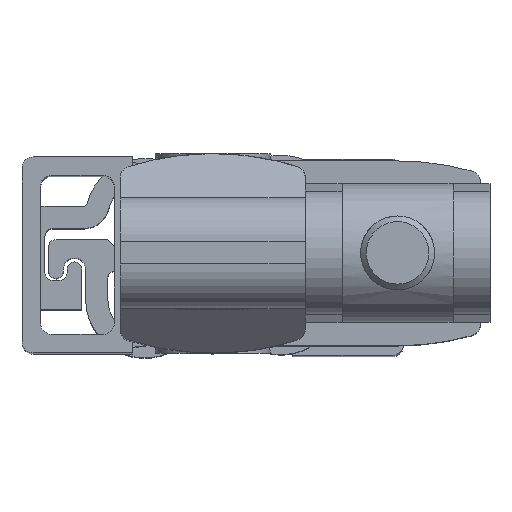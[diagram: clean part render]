
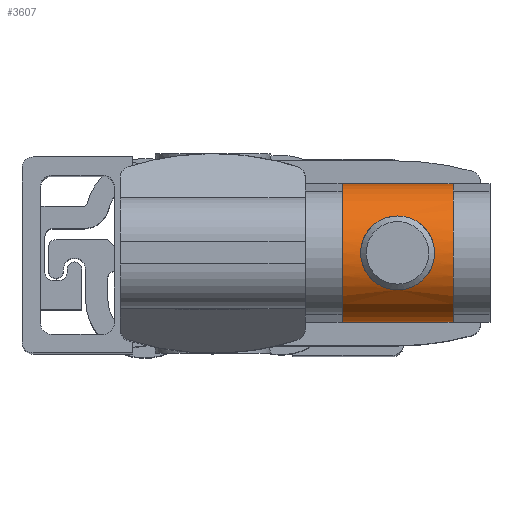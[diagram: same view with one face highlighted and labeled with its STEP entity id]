
A CAD part, top view. The second image highlights one B-rep face of the part: STEP entity #3607.
In plain terms, the highlighted cylindrical face has radius 1.875 mm (diameter 3.75 mm), a partial arc.
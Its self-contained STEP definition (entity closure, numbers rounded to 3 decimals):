
#42=B_SPLINE_CURVE_WITH_KNOTS('',3,(#5095,#5096,#5097,#5098,#5099,#5100,
#5101,#5102,#5103,#5104,#5105),.UNSPECIFIED.,.T.,.F.,(1,1,1,1,1,1,1,1,1,
1,1,1,1,1,1),(-0.002,-0.002,-0.001,
0.,0.001,0.002,0.002,0.003,
0.004,0.005,0.006,0.006,
0.007,0.008,0.009),
 .UNSPECIFIED.);
#53=LINE('',#5086,#324);
#54=LINE('',#5094,#325);
#324=VECTOR('',#4146,1000.);
#325=VECTOR('',#4153,1000.);
#686=CIRCLE('',#3794,1.875);
#687=CIRCLE('',#3795,1.875);
#688=CIRCLE('',#3796,1.875);
#689=CIRCLE('',#3797,1.875);
#690=CIRCLE('',#3798,1.875);
#691=CIRCLE('',#3799,1.875);
#841=ORIENTED_EDGE('',*,*,#1707,.T.);
#842=ORIENTED_EDGE('',*,*,#1708,.T.);
#843=ORIENTED_EDGE('',*,*,#1709,.T.);
#844=ORIENTED_EDGE('',*,*,#1710,.F.);
#845=ORIENTED_EDGE('',*,*,#1711,.F.);
#846=ORIENTED_EDGE('',*,*,#1712,.F.);
#847=ORIENTED_EDGE('',*,*,#1713,.F.);
#848=ORIENTED_EDGE('',*,*,#1714,.T.);
#849=ORIENTED_EDGE('',*,*,#1715,.F.);
#1707=EDGE_CURVE('',#2140,#2141,#686,.T.);
#1708=EDGE_CURVE('',#2141,#2142,#687,.T.);
#1709=EDGE_CURVE('',#2142,#2143,#688,.T.);
#1710=EDGE_CURVE('',#2144,#2143,#53,.T.);
#1711=EDGE_CURVE('',#2145,#2144,#689,.T.);
#1712=EDGE_CURVE('',#2146,#2145,#690,.F.);
#1713=EDGE_CURVE('',#2147,#2146,#691,.T.);
#1714=EDGE_CURVE('',#2147,#2140,#54,.T.);
#1715=EDGE_CURVE('',#2148,#2148,#42,.T.);
#2140=VERTEX_POINT('',#5080);
#2141=VERTEX_POINT('',#5081);
#2142=VERTEX_POINT('',#5083);
#2143=VERTEX_POINT('',#5085);
#2144=VERTEX_POINT('',#5087);
#2145=VERTEX_POINT('',#5089);
#2146=VERTEX_POINT('',#5091);
#2147=VERTEX_POINT('',#5093);
#2148=VERTEX_POINT('',#5106);
#2434=EDGE_LOOP('',(#841,#842,#843,#844,#845,#846,#847,#848));
#2435=EDGE_LOOP('',(#849));
#2637=FACE_BOUND('',#2434,.T.);
#2638=FACE_BOUND('',#2435,.T.);
#2837=CYLINDRICAL_SURFACE('',#3793,1.875);
#3607=ADVANCED_FACE('',(#2637,#2638),#2837,.T.);
#3793=AXIS2_PLACEMENT_3D('',#5078,#4138,#4139);
#3794=AXIS2_PLACEMENT_3D('',#5079,#4140,#4141);
#3795=AXIS2_PLACEMENT_3D('',#5082,#4142,#4143);
#3796=AXIS2_PLACEMENT_3D('',#5084,#4144,#4145);
#3797=AXIS2_PLACEMENT_3D('',#5088,#4147,#4148);
#3798=AXIS2_PLACEMENT_3D('',#5090,#4149,#4150);
#3799=AXIS2_PLACEMENT_3D('',#5092,#4151,#4152);
#4138=DIRECTION('',(-1.,0.,0.));
#4139=DIRECTION('',(0.,0.,1.));
#4140=DIRECTION('',(1.,0.,0.));
#4141=DIRECTION('',(0.,0.,-1.));
#4142=DIRECTION('',(1.,0.,0.));
#4143=DIRECTION('',(0.,0.,-1.));
#4144=DIRECTION('',(1.,0.,0.));
#4145=DIRECTION('',(0.,0.,-1.));
#4146=DIRECTION('',(-1.,0.,0.));
#4147=DIRECTION('',(1.,0.,0.));
#4148=DIRECTION('',(0.,0.,-1.));
#4149=DIRECTION('',(-1.,0.,0.));
#4150=DIRECTION('',(0.,0.,1.));
#4151=DIRECTION('',(1.,0.,0.));
#4152=DIRECTION('',(0.,0.,-1.));
#4153=DIRECTION('',(-1.,0.,0.));
#5078=CARTESIAN_POINT('',(6.5,0.,19.65));
#5079=CARTESIAN_POINT('',(3.5,0.,19.65));
#5080=CARTESIAN_POINT('',(3.5,1.875,19.65));
#5081=CARTESIAN_POINT('',(3.5,1.871,19.767));
#5082=CARTESIAN_POINT('',(3.5,0.,19.65));
#5083=CARTESIAN_POINT('',(3.5,-1.871,19.767));
#5084=CARTESIAN_POINT('',(3.5,0.,19.65));
#5085=CARTESIAN_POINT('',(3.5,-1.875,19.65));
#5086=CARTESIAN_POINT('',(6.5,-1.875,19.65));
#5087=CARTESIAN_POINT('',(6.5,-1.875,19.65));
#5088=CARTESIAN_POINT('',(6.5,0.,19.65));
#5089=CARTESIAN_POINT('',(6.5,-1.871,19.767));
#5090=CARTESIAN_POINT('',(6.5,0.,19.65));
#5091=CARTESIAN_POINT('',(6.5,1.871,19.767));
#5092=CARTESIAN_POINT('',(6.5,0.,19.65));
#5093=CARTESIAN_POINT('',(6.5,1.875,19.65));
#5094=CARTESIAN_POINT('',(6.5,1.875,19.65));
#5095=CARTESIAN_POINT('',(5.782,-0.786,21.391));
#5096=CARTESIAN_POINT('',(6.109,0.,21.592));
#5097=CARTESIAN_POINT('',(5.782,0.784,21.392));
#5098=CARTESIAN_POINT('',(5.004,1.108,21.158));
#5099=CARTESIAN_POINT('',(4.219,0.786,21.391));
#5100=CARTESIAN_POINT('',(3.891,0.005,21.592));
#5101=CARTESIAN_POINT('',(4.217,-0.784,21.393));
#5102=CARTESIAN_POINT('',(4.995,-1.107,21.158));
#5103=CARTESIAN_POINT('',(5.782,-0.786,21.391));
#5104=CARTESIAN_POINT('',(6.109,0.,21.592));
#5105=CARTESIAN_POINT('',(5.782,0.784,21.392));
#5106=CARTESIAN_POINT('',(6.,0.,21.525));
